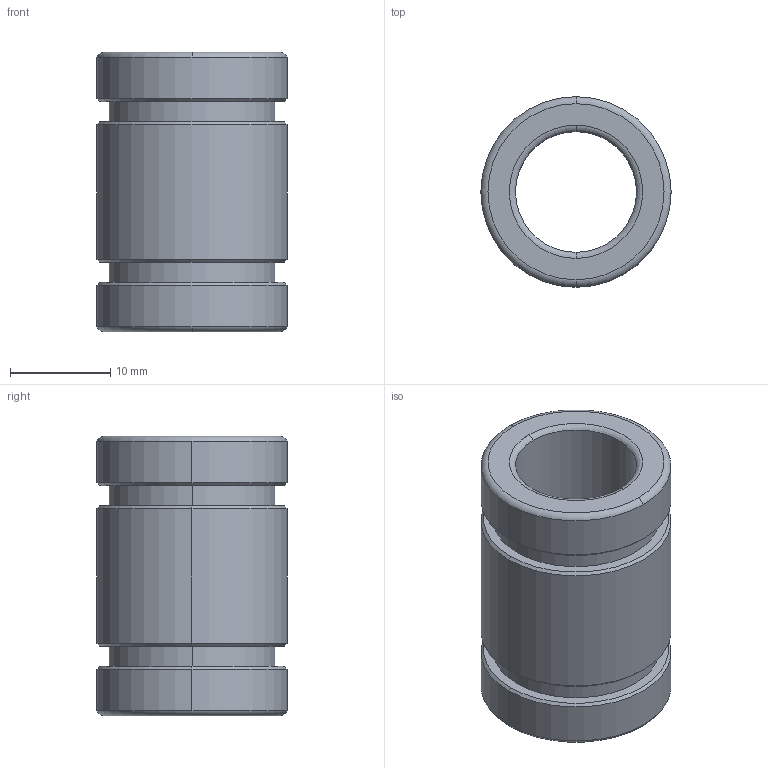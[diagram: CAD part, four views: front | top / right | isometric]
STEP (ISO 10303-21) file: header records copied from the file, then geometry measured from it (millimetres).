
FILE_DESCRIPTION (( 'STEP AP214' ), '1' );
FILE_NAME ('PlainBearing_2E0A02590A.step', '2020-03-04T12:21:32', ( '' ), ( '' ), 'SwSTEP 2.0', 'SolidWorks 2019', '' );
FILE_SCHEMA (( 'AUTOMOTIVE_DESIGN' ));
Length unit declared in the file: inch
Products named in the file (3): l6n78zZ8cT_CADModel_0; PlainBearing_2E0A02590A
Assembly tree (1 placements, depth 2):
  l6n78zZ8cT_CADModel_0
  PlainBearing_2E0A02590A
    l6n78zZ8cT_CADModel_0
Bounding box: 18.99 x 18.99 x 27.87 mm (x, y, z)
Volume: 4394.4 mm3; surface area: 5539.6 mm2
Topology: 2 solids, 2 shells, 38 faces, 88 edges, 56 vertices
Faces by surface type: cylinder 16, cone 8, torus 8, plane 6
Entity records: 1714 total; most frequent: DIRECTION 238, CARTESIAN_POINT 187, ORIENTED_EDGE 176, AXIS2_PLACEMENT_3D 107, EDGE_CURVE 88, CIRCLE 64, VERTEX_POINT 56, EDGE_LOOP 44
